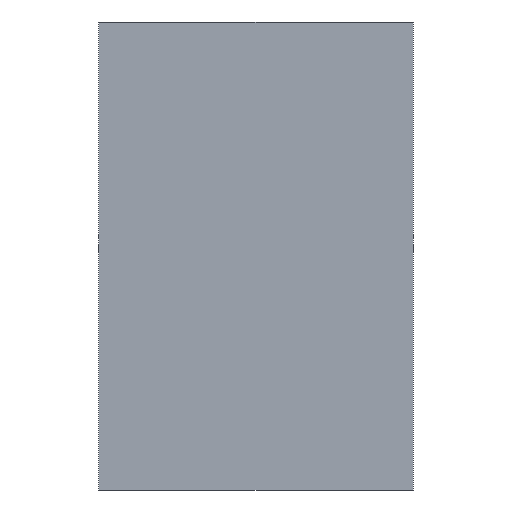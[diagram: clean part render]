
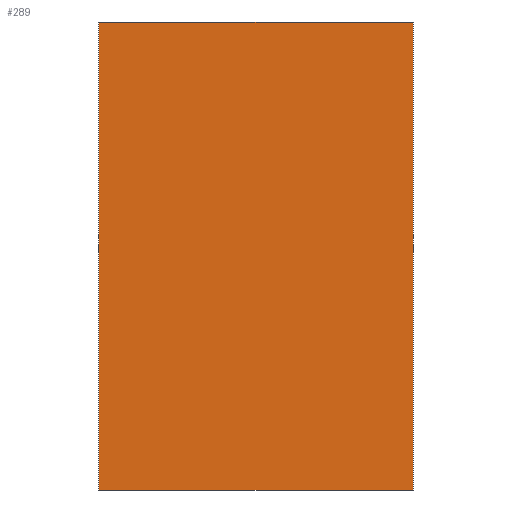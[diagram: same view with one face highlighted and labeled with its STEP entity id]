
A CAD part, left-side view. The second image highlights one B-rep face of the part: STEP entity #289.
In plain terms, the highlighted planar face has unit normal (-1, 0, 0).
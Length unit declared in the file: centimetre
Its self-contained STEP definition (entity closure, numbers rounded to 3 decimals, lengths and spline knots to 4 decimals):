
#18=FACE_OUTER_BOUND('',#34,.T.);
#34=EDGE_LOOP('',(#190,#191,#192,#193));
#52=LINE('',#417,#88);
#54=LINE('',#421,#90);
#57=LINE('',#427,#93);
#58=LINE('',#428,#94);
#88=VECTOR('',#345,1.);
#90=VECTOR('',#349,1.);
#93=VECTOR('',#354,1.);
#94=VECTOR('',#355,1.);
#124=VERTEX_POINT('',#414);
#125=VERTEX_POINT('',#416);
#126=VERTEX_POINT('',#420);
#128=VERTEX_POINT('',#426);
#148=EDGE_CURVE('',#125,#124,#52,.T.);
#150=EDGE_CURVE('',#126,#125,#54,.T.);
#153=EDGE_CURVE('',#124,#128,#57,.T.);
#154=EDGE_CURVE('',#126,#128,#58,.T.);
#190=ORIENTED_EDGE('',*,*,#148,.T.);
#191=ORIENTED_EDGE('',*,*,#153,.T.);
#192=ORIENTED_EDGE('',*,*,#154,.F.);
#193=ORIENTED_EDGE('',*,*,#150,.T.);
#256=PLANE('',#325);
#289=ADVANCED_FACE('',(#18),#256,.F.);
#325=AXIS2_PLACEMENT_3D('',#425,#352,#353);
#345=DIRECTION('',(0.,-1.,0.));
#349=DIRECTION('',(0.,0.,-1.));
#352=DIRECTION('center_axis',(1.,0.,0.));
#353=DIRECTION('ref_axis',(0.,0.,-1.));
#354=DIRECTION('',(0.,0.,1.));
#355=DIRECTION('',(0.,-1.,0.));
#414=CARTESIAN_POINT('',(0.,-18.75,-23.75));
#416=CARTESIAN_POINT('',(0.,18.75,-23.75));
#417=CARTESIAN_POINT('',(0.,0.,-23.75));
#420=CARTESIAN_POINT('',(0.,18.75,32.));
#421=CARTESIAN_POINT('',(0.,18.75,-18.7426));
#425=CARTESIAN_POINT('Origin',(0.,0.,0.));
#426=CARTESIAN_POINT('',(0.,-18.75,32.));
#427=CARTESIAN_POINT('',(0.,-18.75,16.));
#428=CARTESIAN_POINT('',(0.,42.5,32.));
